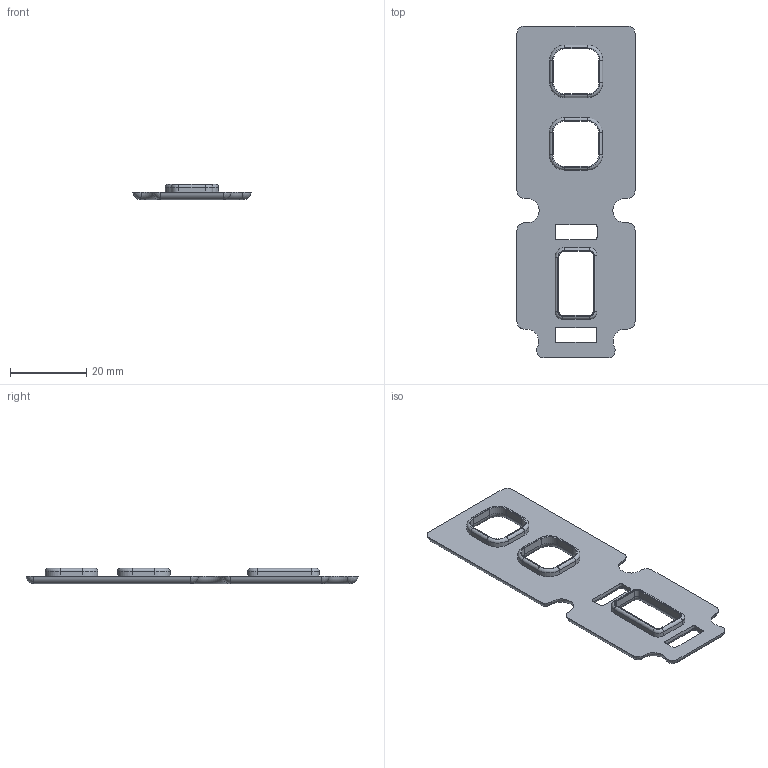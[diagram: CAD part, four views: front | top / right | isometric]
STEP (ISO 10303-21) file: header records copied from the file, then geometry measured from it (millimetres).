
FILE_DESCRIPTION(/* description */ (''),/* implementation_level */ '2;1');
FILE_NAME(/* name */ 'Crush X2 and LP Short Battery Pad v2.step',/* time_stamp */ '2019-09-03T17:37:29-04:00',/* author */ (''),/* organization */ (''),/* preprocessor_version */ 'ST-DEVELOPER v18',/* originating_system */ 'Autodesk Translation Framework v8.6.0.1094',/* authorisation */ '');
FILE_SCHEMA (('AUTOMOTIVE_DESIGN { 1 0 10303 214 3 1 1 }'));
Length unit declared in the file: millimetre
Products named in the file (1): Crush X2 and LP Short Battery Pad
Bounding box: 30.99 x 87.13 x 4 mm (x, y, z)
Volume: 4015.2 mm3; surface area: 5140.9 mm2
Topology: 1 solids, 1 shells, 153 faces, 370 edges, 222 vertices
Faces by surface type: cylinder 70, plane 37, torus 36, sphere 10
Entity records: 4523 total; most frequent: DIRECTION 876, CARTESIAN_POINT 746, ORIENTED_EDGE 740, EDGE_CURVE 370, AXIS2_PLACEMENT_3D 352, VERTEX_POINT 222, CIRCLE 198, LINE 172
